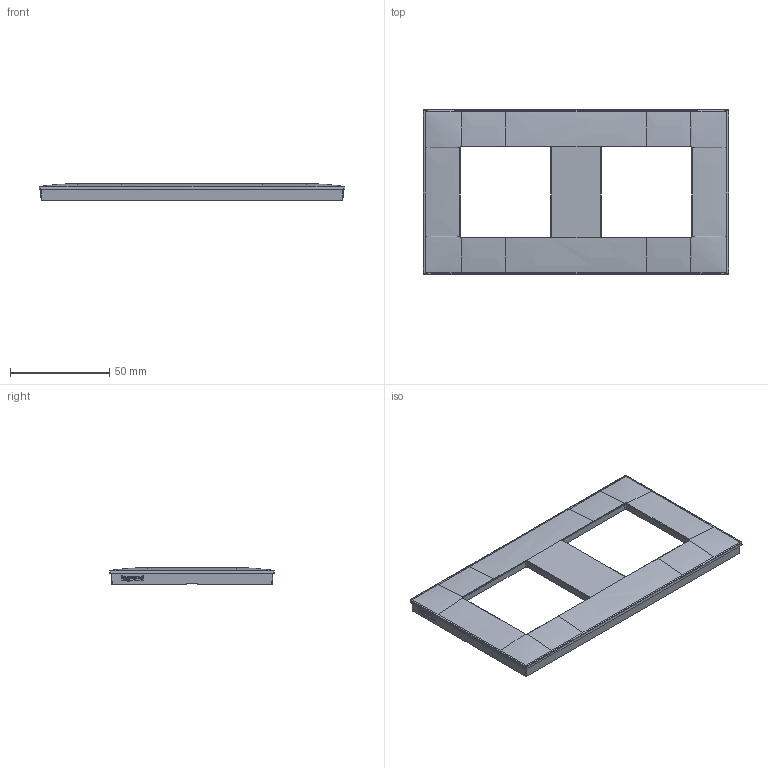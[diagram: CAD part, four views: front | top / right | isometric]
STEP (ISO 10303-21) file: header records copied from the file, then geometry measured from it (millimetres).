
FILE_DESCRIPTION(('CATIA V5 STEP Exchange','CAx-IF Rec.Pracs.--- Model Styling and Organization---1.4--- 2014-01-23'),'2;1');
FILE_NAME('T002013_A-ASS-1.stp','2021-01-28T08:04:54+00:00',('none'),('none'),'CATIA Version 5-6 Release 2017 SP3','CATIA V5 STEP AP214','none');
FILE_SCHEMA(('AUTOMOTIVE_DESIGN { 1 0 10303 214 1 1 1 1 }'));
Products named in the file (3): T002013_A ; ED07020_A; ED07019_A
Assembly tree (2 placements, depth 2):
  T002013_A 
    ED07020_A
    ED07019_A
Bounding box: 154.02 x 83.02 x 8.5 mm (x, y, z)
Volume: 24426.7 mm3; surface area: 35340.7 mm2
Topology: 2 solids, 2 shells, 2670 faces, 7087 edges, 4582 vertices
Faces by surface type: plane 1368, extrusion 433, bspline 352, cylinder 335, cone 130, sphere 40, torus 12
Entity records: 115867 total; most frequent: CARTESIAN_POINT 60142, ORIENTED_EDGE 14126, EDGE_CURVE 7063, DIRECTION 6624, VERTEX_POINT 4582, B_SPLINE_CURVE_WITH_KNOTS 3995, VECTOR 3441, LINE 3008
